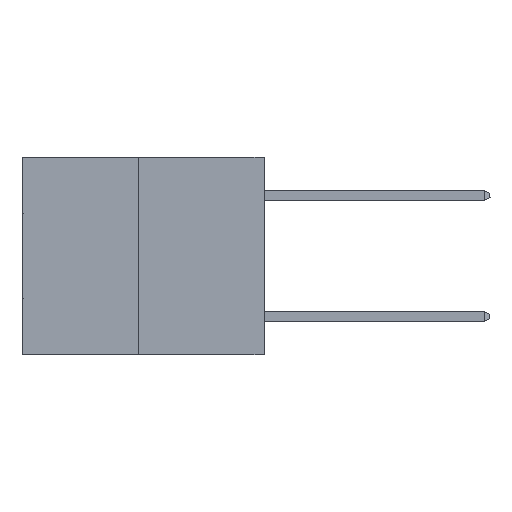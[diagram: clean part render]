
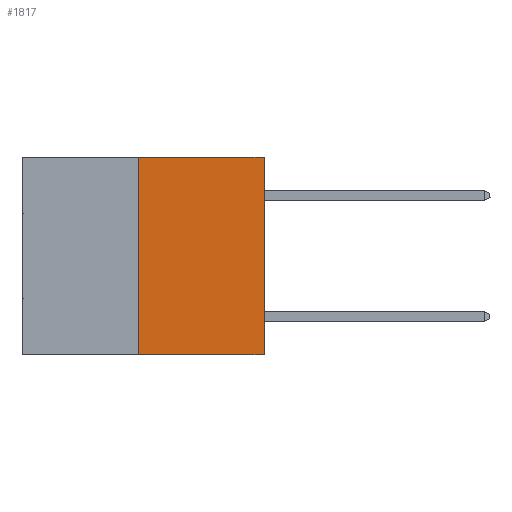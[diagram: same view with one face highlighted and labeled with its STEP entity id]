
A CAD part, left-side view. The second image highlights one B-rep face of the part: STEP entity #1817.
In plain terms, the highlighted planar face has unit normal (-1, 0, 0).
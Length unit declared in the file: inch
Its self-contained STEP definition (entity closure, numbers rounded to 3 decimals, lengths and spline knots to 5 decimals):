
#1817 = ADVANCED_FACE ( 'NONE', ( #7048 ), #24509, .F. ) ;
#2160 = VECTOR ( 'NONE', #12944, 39.37008 ) ;
#3031 = VERTEX_POINT ( 'NONE', #21177 ) ;
#4471 = EDGE_CURVE ( 'NONE', #18388, #3031, #10713, .T. ) ;
#4946 = EDGE_LOOP ( 'NONE', ( #23736, #14683, #19716, #33014 ) ) ;
#7048 = FACE_OUTER_BOUND ( 'NONE', #4946, .T. ) ;
#9206 = CARTESIAN_POINT ( 'NONE',  ( 0., 0.312, -0.49 ) ) ;
#10162 = LINE ( 'NONE', #9206, #26018 ) ;
#10713 = LINE ( 'NONE', #32729, #22273 ) ;
#12032 = LINE ( 'NONE', #27092, #2160 ) ;
#12944 = DIRECTION ( 'NONE',  ( 0., -1., 0. ) ) ;
#14683 = ORIENTED_EDGE ( 'NONE', *, *, #23001, .T. ) ;
#15280 = EDGE_CURVE ( 'NONE', #18582, #23368, #10162, .T. ) ;
#15743 = DIRECTION ( 'NONE',  ( 0., 0., -1. ) ) ;
#16649 = VECTOR ( 'NONE', #33709, 39.37008 ) ;
#18388 = VERTEX_POINT ( 'NONE', #35218 ) ;
#18582 = VERTEX_POINT ( 'NONE', #25429 ) ;
#18750 = LINE ( 'NONE', #30736, #16649 ) ;
#19716 = ORIENTED_EDGE ( 'NONE', *, *, #4471, .T. ) ;
#20764 = CARTESIAN_POINT ( 'NONE',  ( 0., 0.6, 0. ) ) ;
#20887 = DIRECTION ( 'NONE',  ( 1., 0., 0. ) ) ;
#21177 = CARTESIAN_POINT ( 'NONE',  ( 0., 0., 0. ) ) ;
#21556 = DIRECTION ( 'NONE',  ( 0., 0., 1. ) ) ;
#22273 = VECTOR ( 'NONE', #21556, 39.37008 ) ;
#23001 = EDGE_CURVE ( 'NONE', #18582, #18388, #12032, .T. ) ;
#23368 = VERTEX_POINT ( 'NONE', #33854 ) ;
#23736 = ORIENTED_EDGE ( 'NONE', *, *, #15280, .F. ) ;
#24509 = PLANE ( 'NONE',  #34481 ) ;
#25429 = CARTESIAN_POINT ( 'NONE',  ( 0., 0.312, -0.49 ) ) ;
#26018 = VECTOR ( 'NONE', #33859, 39.37008 ) ;
#27092 = CARTESIAN_POINT ( 'NONE',  ( 0., 0.6, -0.49 ) ) ;
#30736 = CARTESIAN_POINT ( 'NONE',  ( 0., 0.6, 0. ) ) ;
#32133 = EDGE_CURVE ( 'NONE', #23368, #3031, #18750, .T. ) ;
#32729 = CARTESIAN_POINT ( 'NONE',  ( 0., 0., 0. ) ) ;
#33014 = ORIENTED_EDGE ( 'NONE', *, *, #32133, .F. ) ;
#33709 = DIRECTION ( 'NONE',  ( 0., -1., 0. ) ) ;
#33854 = CARTESIAN_POINT ( 'NONE',  ( 0., 0.312, 0. ) ) ;
#33859 = DIRECTION ( 'NONE',  ( 0., 0., 1. ) ) ;
#34481 = AXIS2_PLACEMENT_3D ( 'NONE', #20764, #20887, #15743 ) ;
#35218 = CARTESIAN_POINT ( 'NONE',  ( 0., 0., -0.49 ) ) ;
